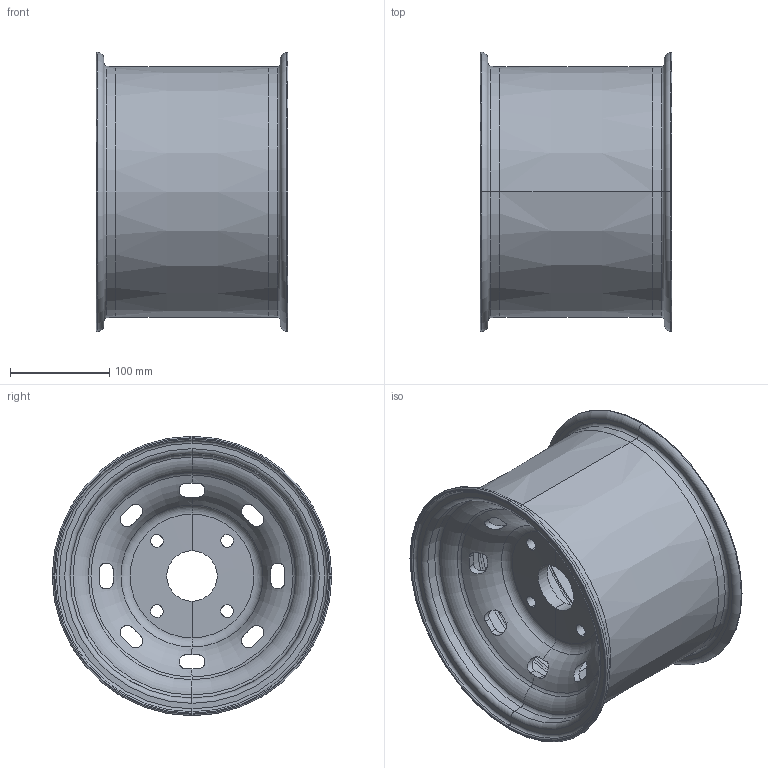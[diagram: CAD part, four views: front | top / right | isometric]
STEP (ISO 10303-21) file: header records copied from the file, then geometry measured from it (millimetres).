
FILE_DESCRIPTION (( 'STEP AP203' ), '1' );
FILE_NAME ('Braid wheel ET16_Front wheels_sldprt.STEP', '2022-09-25T23:48:21', ( '' ), ( '' ), 'SwSTEP 2.0', 'SolidWorks 2021', '' );
FILE_SCHEMA (( 'CONFIG_CONTROL_DESIGN' ));
Length unit declared in the file: inch
Products named in the file (1): Braid wheel ET16_Front wheels_sldprt
Bounding box: 193.45 x 281.75 x 281.75 mm (x, y, z)
Volume: 1610898.1 mm3; surface area: 426174.9 mm2
Topology: 1 solids, 1 shells, 124 faces, 306 edges, 184 vertices
Faces by surface type: torus 46, cylinder 34, cone 22, plane 22
Entity records: 5452 total; most frequent: CARTESIAN_POINT 2468, ORIENTED_EDGE 612, DIRECTION 606, EDGE_CURVE 306, AXIS2_PLACEMENT_3D 267, VERTEX_POINT 184, EDGE_LOOP 150, CIRCLE 142
